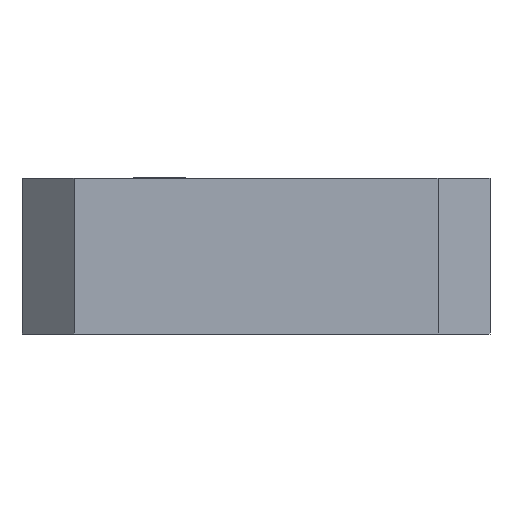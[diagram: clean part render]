
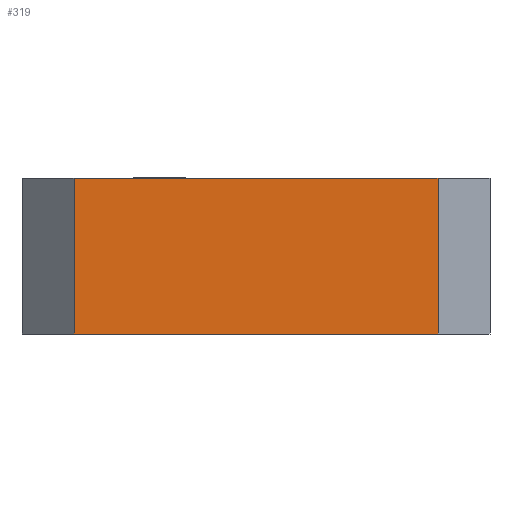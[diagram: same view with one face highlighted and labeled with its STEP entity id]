
A CAD part, front view. The second image highlights one B-rep face of the part: STEP entity #319.
In plain terms, the highlighted planar face has unit normal (0, -1, 0).
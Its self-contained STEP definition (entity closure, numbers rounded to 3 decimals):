
#51=FACE_OUTER_BOUND('',#73,.T.);
#73=EDGE_LOOP('',(#253,#254,#255,#256));
#98=LINE('',#490,#128);
#107=LINE('',#519,#137);
#108=LINE('',#522,#138);
#109=LINE('',#523,#139);
#128=VECTOR('',#397,10.);
#137=VECTOR('',#424,10.);
#138=VECTOR('',#427,10.);
#139=VECTOR('',#428,10.);
#156=VERTEX_POINT('',#487);
#157=VERTEX_POINT('',#489);
#168=VERTEX_POINT('',#517);
#169=VERTEX_POINT('',#521);
#186=EDGE_CURVE('',#157,#156,#98,.T.);
#201=EDGE_CURVE('',#157,#168,#107,.T.);
#202=EDGE_CURVE('',#169,#156,#108,.T.);
#203=EDGE_CURVE('',#168,#169,#109,.T.);
#253=ORIENTED_EDGE('',*,*,#201,.F.);
#254=ORIENTED_EDGE('',*,*,#186,.T.);
#255=ORIENTED_EDGE('',*,*,#202,.F.);
#256=ORIENTED_EDGE('',*,*,#203,.F.);
#309=PLANE('',#364);
#319=ADVANCED_FACE('',(#51),#309,.T.);
#364=AXIS2_PLACEMENT_3D('',#520,#425,#426);
#397=DIRECTION('',(1.,0.,0.));
#424=DIRECTION('',(0.,0.,1.));
#425=DIRECTION('center_axis',(0.,-1.,0.));
#426=DIRECTION('ref_axis',(1.,0.,0.));
#427=DIRECTION('',(0.,0.,-1.));
#428=DIRECTION('',(1.,0.,0.));
#487=CARTESIAN_POINT('',(17.5,-217.5,0.));
#489=CARTESIAN_POINT('',(-17.5,-217.5,0.));
#490=CARTESIAN_POINT('',(-22.5,-217.5,0.));
#517=CARTESIAN_POINT('',(-17.5,-217.5,15.));
#519=CARTESIAN_POINT('',(-17.5,-217.5,0.));
#520=CARTESIAN_POINT('Origin',(-22.5,-217.5,0.));
#521=CARTESIAN_POINT('',(17.5,-217.5,15.));
#522=CARTESIAN_POINT('',(17.5,-217.5,0.));
#523=CARTESIAN_POINT('',(-22.5,-217.5,15.));
